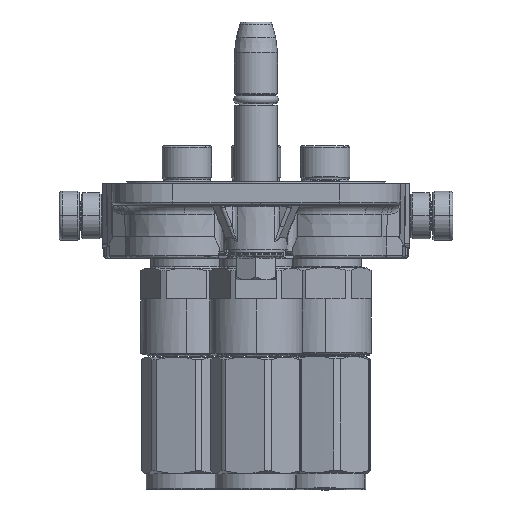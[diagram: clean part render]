
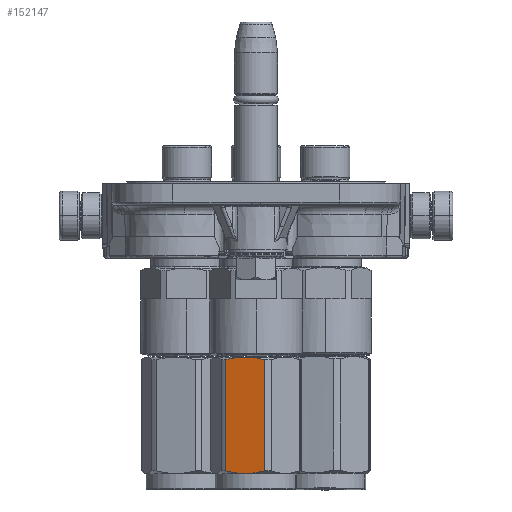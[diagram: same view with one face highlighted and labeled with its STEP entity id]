
A CAD part, left-side view. The second image highlights one B-rep face of the part: STEP entity #152147.
In plain terms, the highlighted face is planar.
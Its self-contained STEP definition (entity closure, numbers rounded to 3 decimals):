
#17 = CARTESIAN_POINT ( 'NONE',  ( 106.289, 6.208, -12.313 ) ) ;
#1930 = CARTESIAN_POINT ( 'NONE',  ( 105.59, -2.822, -14.732 ) ) ;
#2601 = CARTESIAN_POINT ( 'NONE',  ( 106.236, 6.611, -12.205 ) ) ;
#4352 = CARTESIAN_POINT ( 'NONE',  ( 68.6, 3.481, -13.043 ) ) ;
#8800 = ORIENTED_EDGE ( 'NONE', *, *, #123620, .T. ) ;
#9368 = CARTESIAN_POINT ( 'NONE',  ( 68.606, 5.56, -12.486 ) ) ;
#12190 = CARTESIAN_POINT ( 'NONE',  ( 106.259, 6.443, -12.25 ) ) ;
#13218 = CARTESIAN_POINT ( 'NONE',  ( 106.313, 6.009, -12.366 ) ) ;
#15633 = VECTOR ( 'NONE', #47782, 1000. ) ;
#16256 = EDGE_LOOP ( 'NONE', ( #8800, #55177, #128519, #146651, #118754, #24580 ) ) ;
#21984 = VECTOR ( 'NONE', #155753, 1000. ) ;
#23822 = CARTESIAN_POINT ( 'NONE',  ( 105.59, -2.822, -14.732 ) ) ;
#24580 = ORIENTED_EDGE ( 'NONE', *, *, #55842, .F. ) ;
#24882 = CARTESIAN_POINT ( 'NONE',  ( 106.222, 0.277, -13.902 ) ) ;
#25017 = EDGE_CURVE ( 'NONE', #71532, #114055, #145492, .T. ) ;
#25402 = CARTESIAN_POINT ( 'NONE',  ( 106.059, -0.729, -14.171 ) ) ;
#26071 = CARTESIAN_POINT ( 'NONE',  ( 69.466, 9.81, -11.348 ) ) ;
#26442 = CARTESIAN_POINT ( 'NONE',  ( 106.231, 6.645, -12.196 ) ) ;
#26958 = CARTESIAN_POINT ( 'NONE',  ( 106.079, 7.719, -11.908 ) ) ;
#27630 = EDGE_CURVE ( 'NONE', #84644, #66895, #87481, .T. ) ;
#32733 = CARTESIAN_POINT ( 'NONE',  ( 105.59, -2.822, -14.732 ) ) ;
#34322 = CARTESIAN_POINT ( 'NONE',  ( 68.895, 7.661, -11.923 ) ) ;
#36083 = CARTESIAN_POINT ( 'NONE',  ( 106.158, -0.145, -14.015 ) ) ;
#40094 = VERTEX_POINT ( 'NONE', #153933 ) ;
#42056 = CARTESIAN_POINT ( 'NONE',  ( 68.606, 1.428, -13.594 ) ) ;
#42232 = FACE_OUTER_BOUND ( 'NONE', #16256, .T. ) ;
#45480 = CARTESIAN_POINT ( 'NONE',  ( 68.6, 3.507, -13.037 ) ) ;
#47782 = DIRECTION ( 'NONE',  ( 0., 0.966, 0.259 ) ) ;
#48269 = CARTESIAN_POINT ( 'NONE',  ( 106.217, 0.245, -13.911 ) ) ;
#55177 = ORIENTED_EDGE ( 'NONE', *, *, #27630, .T. ) ;
#55842 = EDGE_CURVE ( 'NONE', #58270, #40094, #127214, .T. ) ;
#57479 = CARTESIAN_POINT ( 'NONE',  ( 68.6, -4.035, -15.057 ) ) ;
#58270 = VERTEX_POINT ( 'NONE', #1930 ) ;
#61518 = CARTESIAN_POINT ( 'NONE',  ( 106.456, 4.027, -12.897 ) ) ;
#66895 = VERTEX_POINT ( 'NONE', #4352 ) ;
#71532 = VERTEX_POINT ( 'NONE', #74445 ) ;
#71619 = CARTESIAN_POINT ( 'NONE',  ( 105.59, 9.81, -11.348 ) ) ;
#72676 = CARTESIAN_POINT ( 'NONE',  ( 106.456, 2.429, -13.325 ) ) ;
#73205 = CARTESIAN_POINT ( 'NONE',  ( 105.85, -1.77, -14.449 ) ) ;
#73733 = CARTESIAN_POINT ( 'NONE',  ( 106.355, 5.61, -12.473 ) ) ;
#74445 = CARTESIAN_POINT ( 'NONE',  ( 68.6, 3.507, -13.037 ) ) ;
#77626 = CARTESIAN_POINT ( 'NONE',  ( 68.6, 3.481, -13.043 ) ) ;
#79932 = AXIS2_PLACEMENT_3D ( 'NONE', #57479, #130904, #119183 ) ;
#81539 = CARTESIAN_POINT ( 'NONE',  ( 69.466, -2.822, -14.732 ) ) ;
#82169 = CARTESIAN_POINT ( 'NONE',  ( 69.466, 9.81, -11.348 ) ) ;
#82175 = DIRECTION ( 'NONE',  ( -1., 0., 0. ) ) ;
#84644 = VERTEX_POINT ( 'NONE', #81539 ) ;
#86519 = CARTESIAN_POINT ( 'NONE',  ( 106.193, 0.083, -13.954 ) ) ;
#87481 = B_SPLINE_CURVE_WITH_KNOTS ( 'NONE', 3,
 ( #151581, #115812, #42056, #77626 ),
 .UNSPECIFIED., .F., .F.,
 ( 4, 4 ),
 ( 0., 1. ),
 .UNSPECIFIED. ) ;
#88076 = CARTESIAN_POINT ( 'NONE',  ( 106.245, 6.543, -12.223 ) ) ;
#97261 = EDGE_CURVE ( 'NONE', #40094, #114055, #107521, .T. ) ;
#97669 = CARTESIAN_POINT ( 'NONE',  ( 106.126, -0.339, -14.067 ) ) ;
#101136 = LINE ( 'NONE', #107312, #15633 ) ;
#107312 = CARTESIAN_POINT ( 'NONE',  ( 68.6, 3.481, -13.043 ) ) ;
#107521 = LINE ( 'NONE', #71619, #21984 ) ;
#109371 = CARTESIAN_POINT ( 'NONE',  ( 106.437, 4.553, -12.756 ) ) ;
#111674 = EDGE_CURVE ( 'NONE', #66895, #71532, #101136, .T. ) ;
#111984 = CARTESIAN_POINT ( 'NONE',  ( 105.867, 8.75, -11.629 ) ) ;
#114055 = VERTEX_POINT ( 'NONE', #26071 ) ;
#115812 = CARTESIAN_POINT ( 'NONE',  ( 68.895, -0.673, -14.157 ) ) ;
#118125 = PLANE ( 'NONE',  #79932 ) ;
#118754 = ORIENTED_EDGE ( 'NONE', *, *, #97261, .F. ) ;
#119183 = DIRECTION ( 'NONE',  ( 0., 0.966, 0.259 ) ) ;
#121127 = CARTESIAN_POINT ( 'NONE',  ( 106.208, 0.18, -13.928 ) ) ;
#122160 = CARTESIAN_POINT ( 'NONE',  ( 106.379, 1.387, -13.605 ) ) ;
#123620 = EDGE_CURVE ( 'NONE', #58270, #84644, #149199, .T. ) ;
#125288 = CARTESIAN_POINT ( 'NONE',  ( 105.59, 9.81, -11.348 ) ) ;
#127214 = B_SPLINE_CURVE_WITH_KNOTS ( 'NONE', 3,
 ( #23822, #133355, #73205, #145565, #25402, #97669, #36083, #86519, #121127, #48269, #24882, #122160, #72676, #61518, #109371, #146635, #73733, #13218, #17, #12190, #88076, #2601, #26442, #26958, #111984, #125288 ),
 .UNSPECIFIED., .F., .F.,
 ( 4, 2, 2, 1, 1, 2, 2, 2, 2, 2, 1, 1, 2, 2, 4 ),
 ( 0., 0.125, 0.188, 0.219, 0.234, 0.242, 0.25, 0.5, 0.625, 0.688, 0.719, 0.734, 0.742, 0.75, 1. ),
 .UNSPECIFIED. ) ;
#128519 = ORIENTED_EDGE ( 'NONE', *, *, #111674, .T. ) ;
#130904 = DIRECTION ( 'NONE',  ( 0., 0.259, -0.966 ) ) ;
#133355 = CARTESIAN_POINT ( 'NONE',  ( 105.728, -2.292, -14.589 ) ) ;
#145492 = B_SPLINE_CURVE_WITH_KNOTS ( 'NONE', 3,
 ( #45480, #9368, #34322, #82169 ),
 .UNSPECIFIED., .F., .F.,
 ( 4, 4 ),
 ( 0., 1. ),
 .UNSPECIFIED. ) ;
#145565 = CARTESIAN_POINT ( 'NONE',  ( 106.01, -0.989, -14.24 ) ) ;
#146635 = CARTESIAN_POINT ( 'NONE',  ( 106.379, 5.345, -12.543 ) ) ;
#146651 = ORIENTED_EDGE ( 'NONE', *, *, #25017, .T. ) ;
#149199 = LINE ( 'NONE', #32733, #151036 ) ;
#151036 = VECTOR ( 'NONE', #82175, 1000. ) ;
#151581 = CARTESIAN_POINT ( 'NONE',  ( 69.466, -2.822, -14.732 ) ) ;
#152147 = ADVANCED_FACE ( 'NONE', ( #42232 ), #118125, .T. ) ;
#153933 = CARTESIAN_POINT ( 'NONE',  ( 105.59, 9.81, -11.348 ) ) ;
#155753 = DIRECTION ( 'NONE',  ( -1., 0., 0. ) ) ;
